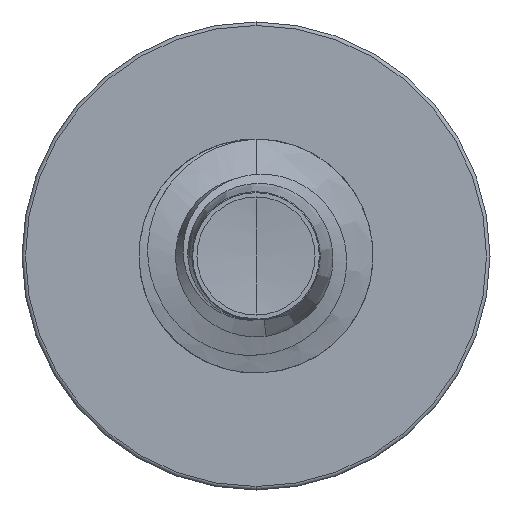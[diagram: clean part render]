
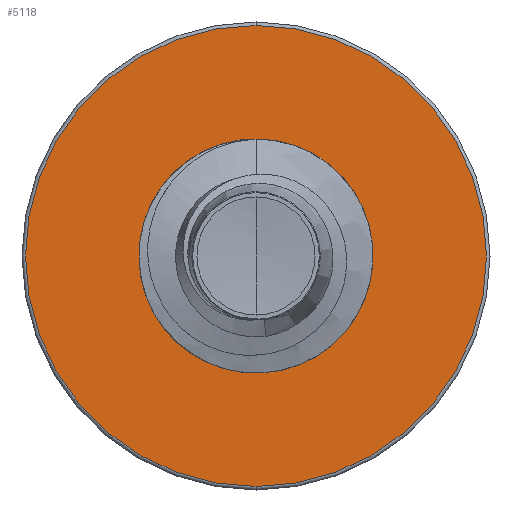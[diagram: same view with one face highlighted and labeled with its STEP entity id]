
A CAD part, front view. The second image highlights one B-rep face of the part: STEP entity #5118.
In plain terms, the highlighted planar face has unit normal (0, -1, 0).
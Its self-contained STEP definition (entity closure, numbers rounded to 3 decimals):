
#71 = EDGE_CURVE ( 'NONE', #9117, #3615, #1831, .T. ) ;
#259 = DIRECTION ( 'NONE',  ( 0., 1., 0. ) ) ;
#921 = CARTESIAN_POINT ( 'NONE',  ( 0., 10., 0. ) ) ;
#1290 = DIRECTION ( 'NONE',  ( 0., 0., 1. ) ) ;
#1831 = CIRCLE ( 'NONE', #5040, 3.448 ) ;
#2395 = CIRCLE ( 'NONE', #13745, 1.722 ) ;
#2795 = DIRECTION ( 'NONE',  ( 0., 0., 1. ) ) ;
#3367 = VERTEX_POINT ( 'NONE', #6199 ) ;
#3569 = ORIENTED_EDGE ( 'NONE', *, *, #12053, .F. ) ;
#3615 = VERTEX_POINT ( 'NONE', #7586 ) ;
#4626 = DIRECTION ( 'NONE',  ( 0., 1., 0. ) ) ;
#4919 = EDGE_LOOP ( 'NONE', ( #3569, #13617 ) ) ;
#4931 = VERTEX_POINT ( 'NONE', #14816 ) ;
#5040 = AXIS2_PLACEMENT_3D ( 'NONE', #921, #4626, #1290 ) ;
#5118 = ADVANCED_FACE ( 'NONE', ( #10015, #13587 ), #5199, .F. ) ;
#5168 = EDGE_LOOP ( 'NONE', ( #11224, #7934 ) ) ;
#5199 = PLANE ( 'NONE',  #8078 ) ;
#5781 = DIRECTION ( 'NONE',  ( 0., 1., 0. ) ) ;
#5797 = EDGE_CURVE ( 'NONE', #4931, #3367, #2395, .T. ) ;
#6173 = CIRCLE ( 'NONE', #12644, 1.722 ) ;
#6199 = CARTESIAN_POINT ( 'NONE',  ( 0., 10., 1.722 ) ) ;
#6533 = AXIS2_PLACEMENT_3D ( 'NONE', #7543, #259, #8777 ) ;
#7194 = EDGE_CURVE ( 'NONE', #3367, #4931, #6173, .T. ) ;
#7250 = DIRECTION ( 'NONE',  ( 0., 1., 0. ) ) ;
#7543 = CARTESIAN_POINT ( 'NONE',  ( 0., 10., 0. ) ) ;
#7586 = CARTESIAN_POINT ( 'NONE',  ( 0., 10., 3.448 ) ) ;
#7934 = ORIENTED_EDGE ( 'NONE', *, *, #5797, .T. ) ;
#8078 = AXIS2_PLACEMENT_3D ( 'NONE', #11262, #10096, #2795 ) ;
#8477 = CARTESIAN_POINT ( 'NONE',  ( 0., 10., -3.447 ) ) ;
#8777 = DIRECTION ( 'NONE',  ( 0., 0., 1. ) ) ;
#9117 = VERTEX_POINT ( 'NONE', #8477 ) ;
#10015 = FACE_OUTER_BOUND ( 'NONE', #4919, .T. ) ;
#10096 = DIRECTION ( 'NONE',  ( 0., 1., 0. ) ) ;
#11224 = ORIENTED_EDGE ( 'NONE', *, *, #7194, .T. ) ;
#11262 = CARTESIAN_POINT ( 'NONE',  ( 0., 10., -1.722 ) ) ;
#12053 = EDGE_CURVE ( 'NONE', #3615, #9117, #14681, .T. ) ;
#12644 = AXIS2_PLACEMENT_3D ( 'NONE', #13057, #5781, #14254 ) ;
#13057 = CARTESIAN_POINT ( 'NONE',  ( 0., 10., 0. ) ) ;
#13587 = FACE_BOUND ( 'NONE', #5168, .T. ) ;
#13617 = ORIENTED_EDGE ( 'NONE', *, *, #71, .F. ) ;
#13745 = AXIS2_PLACEMENT_3D ( 'NONE', #14495, #7250, #15683 ) ;
#14254 = DIRECTION ( 'NONE',  ( 0., 0., 1. ) ) ;
#14495 = CARTESIAN_POINT ( 'NONE',  ( 0., 10., 0. ) ) ;
#14681 = CIRCLE ( 'NONE', #6533, 3.448 ) ;
#14816 = CARTESIAN_POINT ( 'NONE',  ( 0., 10., -1.722 ) ) ;
#15683 = DIRECTION ( 'NONE',  ( 0., 0., 1. ) ) ;
